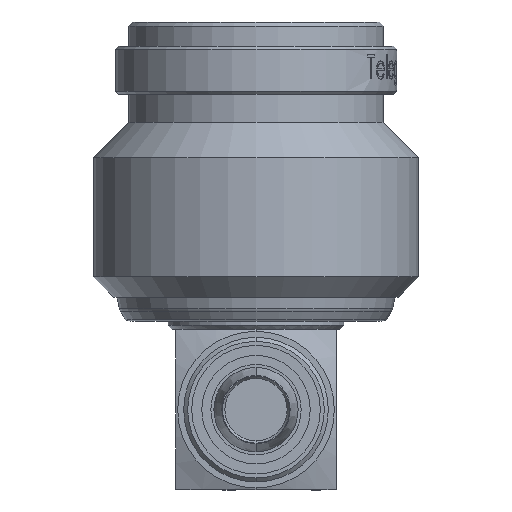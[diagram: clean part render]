
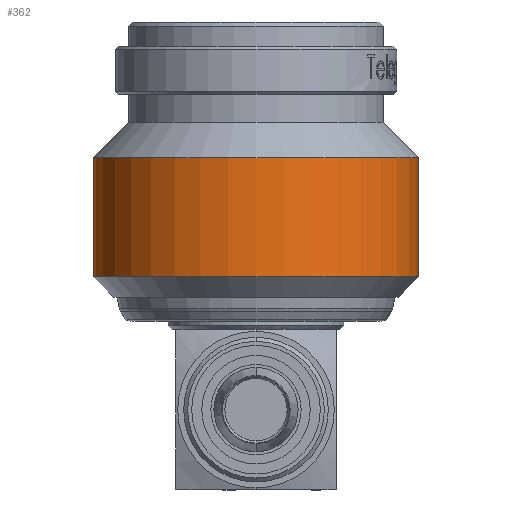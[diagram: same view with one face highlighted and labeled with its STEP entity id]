
A CAD part, front view. The second image highlights one B-rep face of the part: STEP entity #362.
In plain terms, the highlighted cylindrical face has radius 8.1 mm (diameter 16.2 mm), a partial arc.
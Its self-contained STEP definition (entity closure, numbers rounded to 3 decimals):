
#192 = AXIS2_PLACEMENT_3D ( 'NONE', #3917, #3918, #3919 ) ;
#362 = ADVANCED_FACE ( 'NONE', ( #3133 ), #3131, .T. ) ;
#400 = EDGE_CURVE ( 'NONE', #2136, #2199, #18571, .T. ) ;
#450 = EDGE_CURVE ( 'NONE', #2151, #2198, #16992, .T. ) ;
#747 = EDGE_CURVE ( 'NONE', #2151, #2136, #7728, .T. ) ;
#808 = EDGE_CURVE ( 'NONE', #2198, #2199, #10119, .T. ) ;
#1268 = ORIENTED_EDGE ( 'NONE', *, *, #747, .F. ) ;
#1274 = ORIENTED_EDGE ( 'NONE', *, *, #808, .T. ) ;
#2136 = VERTEX_POINT ( 'NONE', #10813 ) ;
#2151 = VERTEX_POINT ( 'NONE', #10828 ) ;
#2198 = VERTEX_POINT ( 'NONE', #10875 ) ;
#2199 = VERTEX_POINT ( 'NONE', #10876 ) ;
#3131 = CYLINDRICAL_SURFACE ( 'NONE', #192, 8.1 ) ;
#3133 = FACE_OUTER_BOUND ( 'NONE', #17923, .T. ) ;
#3917 = CARTESIAN_POINT ( 'NONE',  ( 0., 0., 1.3 ) ) ;
#3918 = DIRECTION ( 'NONE',  ( 0., 0., 1. ) ) ;
#3919 = DIRECTION ( 'NONE',  ( 1., 0., 0. ) ) ;
#4272 = CARTESIAN_POINT ( 'NONE',  ( 0., 0., -5.45 ) ) ;
#4273 = DIRECTION ( 'NONE',  ( 0., 0., 1. ) ) ;
#4274 = DIRECTION ( 'NONE',  ( 1., 0., 0. ) ) ;
#5108 = CARTESIAN_POINT ( 'NONE',  ( 0., 0., -11.375 ) ) ;
#5109 = DIRECTION ( 'NONE',  ( 0., 0., 1. ) ) ;
#5110 = DIRECTION ( 'NONE',  ( 1., 0., 0. ) ) ;
#7728 = LINE ( 'NONE', #9454, #9398 ) ;
#9398 = VECTOR ( 'NONE', #9455, 1000. ) ;
#9454 = CARTESIAN_POINT ( 'NONE',  ( -8.1, 0., 1.3 ) ) ;
#9455 = DIRECTION ( 'NONE',  ( 0., 0., 1. ) ) ;
#10098 = VECTOR ( 'NONE', #10392, 1000. ) ;
#10119 = LINE ( 'NONE', #10391, #10098 ) ;
#10391 = CARTESIAN_POINT ( 'NONE',  ( 8.1, 0., 1.3 ) ) ;
#10392 = DIRECTION ( 'NONE',  ( 0., 0., 1. ) ) ;
#10813 = CARTESIAN_POINT ( 'NONE',  ( -8.1, 0., -5.45 ) ) ;
#10828 = CARTESIAN_POINT ( 'NONE',  ( -8.1, 0., -11.375 ) ) ;
#10875 = CARTESIAN_POINT ( 'NONE',  ( 8.1, 0., -11.375 ) ) ;
#10876 = CARTESIAN_POINT ( 'NONE',  ( 8.1, 0., -5.45 ) ) ;
#16992 = CIRCLE ( 'NONE', #17008, 8.1 ) ;
#17008 = AXIS2_PLACEMENT_3D ( 'NONE', #5108, #5109, #5110 ) ;
#17923 = EDGE_LOOP ( 'NONE', ( #1268, #18192, #1274, #18194 ) ) ;
#18192 = ORIENTED_EDGE ( 'NONE', *, *, #450, .T. ) ;
#18194 = ORIENTED_EDGE ( 'NONE', *, *, #400, .F. ) ;
#18562 = AXIS2_PLACEMENT_3D ( 'NONE', #4272, #4273, #4274 ) ;
#18571 = CIRCLE ( 'NONE', #18562, 8.1 ) ;
